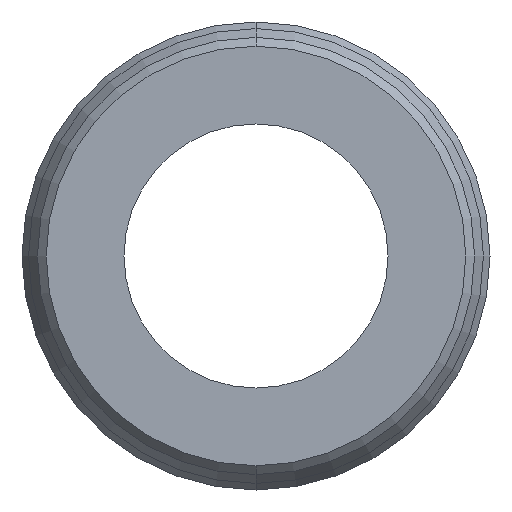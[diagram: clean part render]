
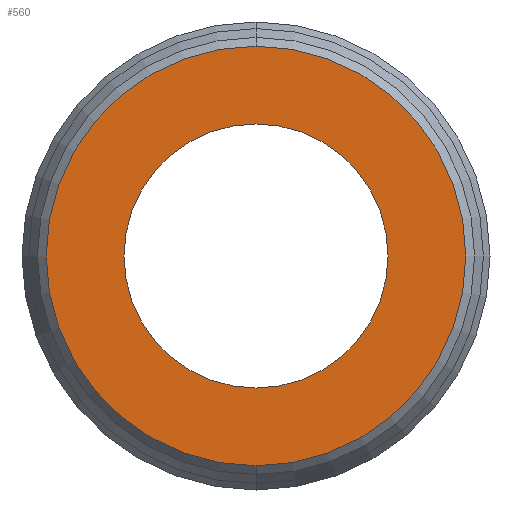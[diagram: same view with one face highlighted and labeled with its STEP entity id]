
A CAD part, front view. The second image highlights one B-rep face of the part: STEP entity #560.
In plain terms, the highlighted planar face has unit normal (0, -1, 0).
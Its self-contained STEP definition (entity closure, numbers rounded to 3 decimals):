
#46 = EDGE_CURVE ( 'NONE', #47, #870, #895, .T. ) ;
#47 = VERTEX_POINT ( 'NONE', #901 ) ;
#248 = CARTESIAN_POINT ( 'NONE',  ( 0., 0., 4.5 ) ) ;
#452 = EDGE_CURVE ( 'NONE', #870, #47, #1146, .T. ) ;
#460 = EDGE_LOOP ( 'NONE', ( #481, #532 ) ) ;
#461 = VERTEX_POINT ( 'NONE', #1105 ) ;
#468 = ORIENTED_EDGE ( 'NONE', *, *, #452, .T. ) ;
#480 = EDGE_LOOP ( 'NONE', ( #468, #482 ) ) ;
#481 = ORIENTED_EDGE ( 'NONE', *, *, #559, .T. ) ;
#482 = ORIENTED_EDGE ( 'NONE', *, *, #46, .T. ) ;
#498 = EDGE_CURVE ( 'NONE', #517, #461, #1187, .T. ) ;
#517 = VERTEX_POINT ( 'NONE', #1247 ) ;
#532 = ORIENTED_EDGE ( 'NONE', *, *, #498, .T. ) ;
#559 = EDGE_CURVE ( 'NONE', #461, #517, #1334, .T. ) ;
#560 = ADVANCED_FACE ( 'NONE', ( #1330, #1329 ), #1328, .T. ) ;
#870 = VERTEX_POINT ( 'NONE', #248 ) ;
#894 = AXIS2_PLACEMENT_3D ( 'NONE', #940, #903, #902 ) ;
#895 = CIRCLE ( 'NONE', #894, 4.5 ) ;
#901 = CARTESIAN_POINT ( 'NONE',  ( 0., 0., -4.5 ) ) ;
#902 = DIRECTION ( 'NONE',  ( 0., 0., 1. ) ) ;
#903 = DIRECTION ( 'NONE',  ( 0., 1., 0. ) ) ;
#940 = CARTESIAN_POINT ( 'NONE',  ( 0., 0., 0. ) ) ;
#1096 = CARTESIAN_POINT ( 'NONE',  ( 0., 0., 0. ) ) ;
#1097 = AXIS2_PLACEMENT_3D ( 'NONE', #1096, #1133, #1132 ) ;
#1105 = CARTESIAN_POINT ( 'NONE',  ( 0., 0., 7.15 ) ) ;
#1132 = DIRECTION ( 'NONE',  ( 0., 0., 1. ) ) ;
#1133 = DIRECTION ( 'NONE',  ( 0., 1., 0. ) ) ;
#1146 = CIRCLE ( 'NONE', #1097, 4.5 ) ;
#1184 = DIRECTION ( 'NONE',  ( 0., 0., -1. ) ) ;
#1185 = DIRECTION ( 'NONE',  ( 0., -1., 0. ) ) ;
#1186 = AXIS2_PLACEMENT_3D ( 'NONE', #1256, #1185, #1184 ) ;
#1187 = CIRCLE ( 'NONE', #1186, 7.15 ) ;
#1222 = CARTESIAN_POINT ( 'NONE',  ( 0., 0., 0. ) ) ;
#1247 = CARTESIAN_POINT ( 'NONE',  ( 0., 0., -7.15 ) ) ;
#1256 = CARTESIAN_POINT ( 'NONE',  ( 0., 0., 0. ) ) ;
#1310 = DIRECTION ( 'NONE',  ( 0., 0., -1. ) ) ;
#1311 = DIRECTION ( 'NONE',  ( 0., -1., 0. ) ) ;
#1313 = CARTESIAN_POINT ( 'NONE',  ( 7.15, 0., 0. ) ) ;
#1314 = AXIS2_PLACEMENT_3D ( 'NONE', #1313, #1311, #1310 ) ;
#1328 = PLANE ( 'NONE',  #1314 ) ;
#1329 = FACE_OUTER_BOUND ( 'NONE', #460, .T. ) ;
#1330 = FACE_BOUND ( 'NONE', #480, .T. ) ;
#1331 = DIRECTION ( 'NONE',  ( 0., 0., -1. ) ) ;
#1332 = DIRECTION ( 'NONE',  ( 0., -1., 0. ) ) ;
#1333 = AXIS2_PLACEMENT_3D ( 'NONE', #1222, #1332, #1331 ) ;
#1334 = CIRCLE ( 'NONE', #1333, 7.15 ) ;
